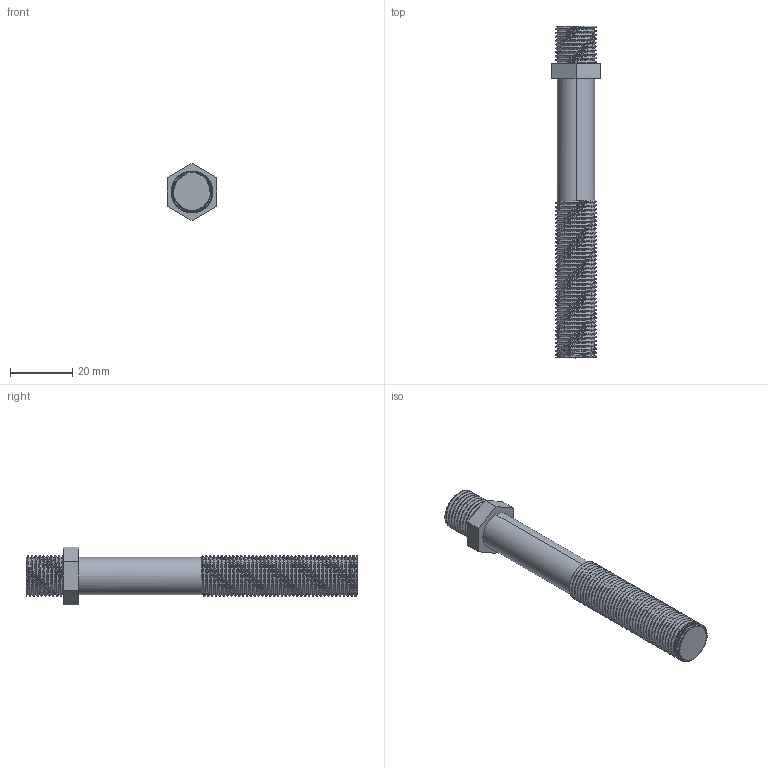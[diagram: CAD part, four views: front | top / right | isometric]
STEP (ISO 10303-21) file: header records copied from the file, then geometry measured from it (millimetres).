
FILE_DESCRIPTION (( 'STEP AP214' ), '1' );
FILE_NAME ('ServoMotorMountRods.step', '2022-07-16T15:44:04', ( 'Windows User' ), ( '' ), 'SwSTEP 2.0', 'SolidWorks 2022', '' );
FILE_SCHEMA (( 'AUTOMOTIVE_DESIGN' ));
Length unit declared in the file: centimetre
Products named in the file (1): ServoMotorMountRods
Bounding box: 16 x 107 x 18.48 mm (x, y, z)
Volume: 13338.6 mm3; surface area: 6249.1 mm2
Topology: 1 solids, 1 shells, 120 faces, 347 edges, 231 vertices
Faces by surface type: cylinder 103, plane 11, bspline 6
Entity records: 12849 total; most frequent: CARTESIAN_POINT 10299, ORIENTED_EDGE 694, DIRECTION 360, EDGE_CURVE 347, VERTEX_POINT 231, LINE 124, VECTOR 124, EDGE_LOOP 122
